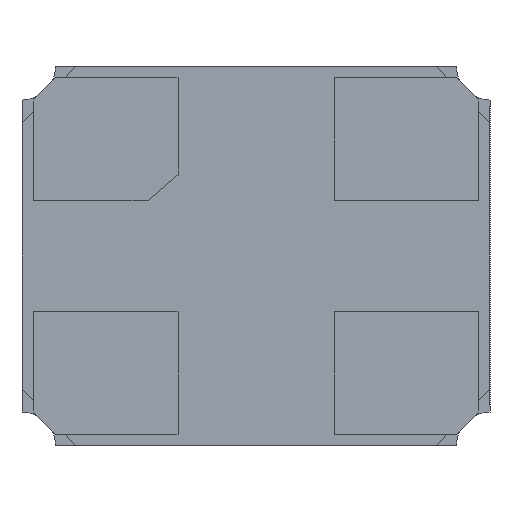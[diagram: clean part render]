
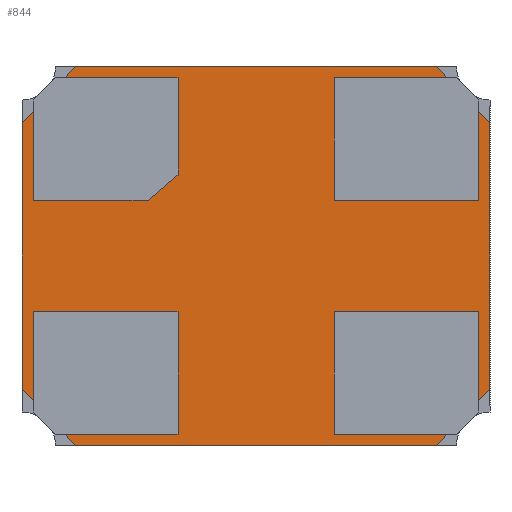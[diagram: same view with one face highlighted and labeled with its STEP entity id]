
A CAD part, front view. The second image highlights one B-rep face of the part: STEP entity #844.
In plain terms, the highlighted planar face has unit normal (0, -1, 0).
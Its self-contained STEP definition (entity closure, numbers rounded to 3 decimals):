
#50 = VECTOR ( 'NONE', #3711, 1000. ) ;
#332 = DIRECTION ( 'NONE',  ( 1., 0., 0. ) ) ;
#427 = VERTEX_POINT ( 'NONE', #4755 ) ;
#542 = DIRECTION ( 'NONE',  ( 0.683, 0., 0.73 ) ) ;
#663 = ORIENTED_EDGE ( 'NONE', *, *, #2756, .F. ) ;
#747 = CARTESIAN_POINT ( 'NONE',  ( -0.81, 0.05, -0.85 ) ) ;
#768 = DIRECTION ( 'NONE',  ( -1., 0., 0. ) ) ;
#844 = ADVANCED_FACE ( 'NONE', ( #5047 ), #1099, .T. ) ;
#933 = EDGE_LOOP ( 'NONE', ( #663, #2443, #5125, #2370, #1730, #2430, #1927, #1773 ) ) ;
#949 = VECTOR ( 'NONE', #3120, 1000. ) ;
#970 = CARTESIAN_POINT ( 'NONE',  ( -0.81, 0.05, -0.85 ) ) ;
#977 = VERTEX_POINT ( 'NONE', #3349 ) ;
#1064 = VERTEX_POINT ( 'NONE', #4508 ) ;
#1099 = PLANE ( 'NONE',  #4114 ) ;
#1294 = EDGE_CURVE ( 'NONE', #4178, #1646, #2403, .T. ) ;
#1305 = EDGE_CURVE ( 'NONE', #3167, #1064, #2785, .T. ) ;
#1350 = DIRECTION ( 'NONE',  ( 0., 0., 1. ) ) ;
#1475 = VECTOR ( 'NONE', #3016, 1000. ) ;
#1599 = CARTESIAN_POINT ( 'NONE',  ( 0.81, 0.05, -0.85 ) ) ;
#1646 = VERTEX_POINT ( 'NONE', #970 ) ;
#1730 = ORIENTED_EDGE ( 'NONE', *, *, #2010, .F. ) ;
#1773 = ORIENTED_EDGE ( 'NONE', *, *, #4731, .F. ) ;
#1792 = CARTESIAN_POINT ( 'NONE',  ( -0.81, 0.05, 0.85 ) ) ;
#1927 = ORIENTED_EDGE ( 'NONE', *, *, #3512, .F. ) ;
#2010 = EDGE_CURVE ( 'NONE', #1064, #977, #2950, .T. ) ;
#2150 = LINE ( 'NONE', #1792, #4454 ) ;
#2199 = CARTESIAN_POINT ( 'NONE',  ( -1.05, 0.05, -0.594 ) ) ;
#2213 = CARTESIAN_POINT ( 'NONE',  ( 0.81, 0.05, -0.85 ) ) ;
#2227 = CARTESIAN_POINT ( 'NONE',  ( -1.05, 0.05, 0.594 ) ) ;
#2279 = LINE ( 'NONE', #5162, #949 ) ;
#2370 = ORIENTED_EDGE ( 'NONE', *, *, #3527, .F. ) ;
#2403 = LINE ( 'NONE', #747, #2471 ) ;
#2430 = ORIENTED_EDGE ( 'NONE', *, *, #1305, .F. ) ;
#2443 = ORIENTED_EDGE ( 'NONE', *, *, #1294, .F. ) ;
#2471 = VECTOR ( 'NONE', #768, 1000. ) ;
#2496 = CARTESIAN_POINT ( 'NONE',  ( 1.05, 0.05, 0.594 ) ) ;
#2564 = VERTEX_POINT ( 'NONE', #4916 ) ;
#2618 = VERTEX_POINT ( 'NONE', #4991 ) ;
#2756 = EDGE_CURVE ( 'NONE', #1646, #2618, #4834, .T. ) ;
#2785 = LINE ( 'NONE', #3695, #3724 ) ;
#2950 = LINE ( 'NONE', #2496, #50 ) ;
#3016 = DIRECTION ( 'NONE',  ( -0.683, 0., 0.73 ) ) ;
#3120 = DIRECTION ( 'NONE',  ( 0., 0., -1. ) ) ;
#3167 = VERTEX_POINT ( 'NONE', #3696 ) ;
#3257 = LINE ( 'NONE', #1599, #3478 ) ;
#3291 = CARTESIAN_POINT ( 'NONE',  ( 0., 0.05, -1.715 ) ) ;
#3314 = DIRECTION ( 'NONE',  ( -0.683, 0., -0.73 ) ) ;
#3326 = EDGE_CURVE ( 'NONE', #2564, #4178, #3257, .T. ) ;
#3349 = CARTESIAN_POINT ( 'NONE',  ( 1.05, 0.05, 0.594 ) ) ;
#3478 = VECTOR ( 'NONE', #3314, 1000. ) ;
#3512 = EDGE_CURVE ( 'NONE', #427, #3167, #2150, .T. ) ;
#3527 = EDGE_CURVE ( 'NONE', #977, #2564, #2279, .T. ) ;
#3666 = DIRECTION ( 'NONE',  ( 0., 0., -1. ) ) ;
#3695 = CARTESIAN_POINT ( 'NONE',  ( 0.81, 0.05, 0.85 ) ) ;
#3696 = CARTESIAN_POINT ( 'NONE',  ( -0.81, 0.05, 0.85 ) ) ;
#3711 = DIRECTION ( 'NONE',  ( 0.683, 0., -0.73 ) ) ;
#3724 = VECTOR ( 'NONE', #332, 1000. ) ;
#3907 = LINE ( 'NONE', #2227, #4370 ) ;
#4107 = DIRECTION ( 'NONE',  ( 0., -1., 0. ) ) ;
#4114 = AXIS2_PLACEMENT_3D ( 'NONE', #3291, #4107, #3666 ) ;
#4178 = VERTEX_POINT ( 'NONE', #2213 ) ;
#4370 = VECTOR ( 'NONE', #1350, 1000. ) ;
#4454 = VECTOR ( 'NONE', #542, 1000. ) ;
#4508 = CARTESIAN_POINT ( 'NONE',  ( 0.81, 0.05, 0.85 ) ) ;
#4731 = EDGE_CURVE ( 'NONE', #2618, #427, #3907, .T. ) ;
#4755 = CARTESIAN_POINT ( 'NONE',  ( -1.05, 0.05, 0.594 ) ) ;
#4834 = LINE ( 'NONE', #2199, #1475 ) ;
#4916 = CARTESIAN_POINT ( 'NONE',  ( 1.05, 0.05, -0.594 ) ) ;
#4991 = CARTESIAN_POINT ( 'NONE',  ( -1.05, 0.05, -0.594 ) ) ;
#5047 = FACE_OUTER_BOUND ( 'NONE', #933, .T. ) ;
#5125 = ORIENTED_EDGE ( 'NONE', *, *, #3326, .F. ) ;
#5162 = CARTESIAN_POINT ( 'NONE',  ( 1.05, 0.05, -0.594 ) ) ;
